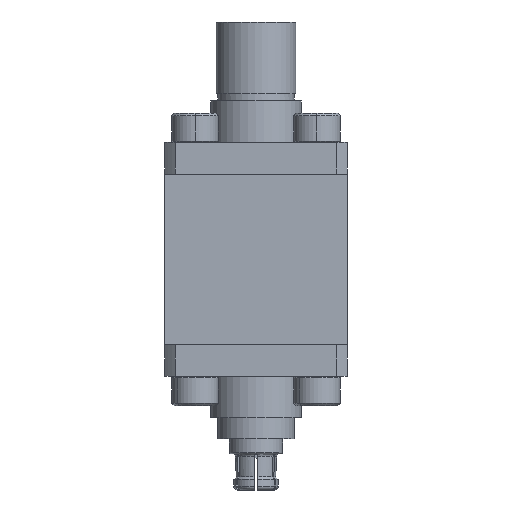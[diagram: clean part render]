
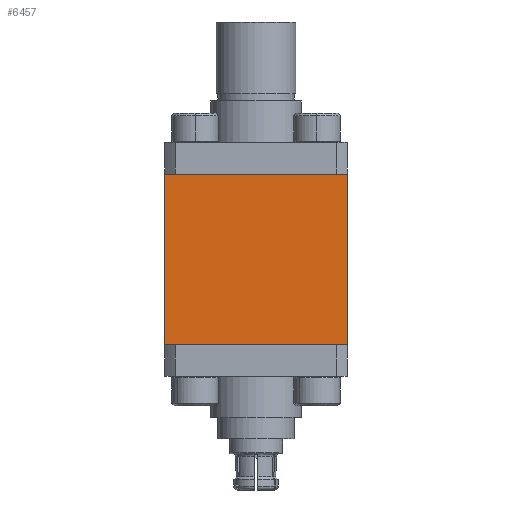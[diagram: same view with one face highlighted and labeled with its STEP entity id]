
A CAD part, left-side view. The second image highlights one B-rep face of the part: STEP entity #6457.
In plain terms, the highlighted planar face has unit normal (-1, 0, 0).
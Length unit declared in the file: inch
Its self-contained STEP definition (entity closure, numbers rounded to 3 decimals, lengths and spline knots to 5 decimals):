
#145 = CARTESIAN_POINT ( 'NONE',  ( 0., 0., 0. ) ) ;
#224 = VECTOR ( 'NONE', #2821, 39.37008 ) ;
#250 = ORIENTED_EDGE ( 'NONE', *, *, #9027, .F. ) ;
#547 = DIRECTION ( 'NONE',  ( 0., -1., 0. ) ) ;
#773 = DIRECTION ( 'NONE',  ( 0., 0., 1. ) ) ;
#1323 = VECTOR ( 'NONE', #9200, 39.37008 ) ;
#1626 = CARTESIAN_POINT ( 'NONE',  ( 0., 0., -0.35 ) ) ;
#1714 = VERTEX_POINT ( 'NONE', #1626 ) ;
#1879 = LINE ( 'NONE', #8779, #224 ) ;
#2547 = PLANE ( 'NONE',  #4892 ) ;
#2821 = DIRECTION ( 'NONE',  ( 0., -1., 0. ) ) ;
#3272 = CARTESIAN_POINT ( 'NONE',  ( 0., 0.375, 0. ) ) ;
#4892 = AXIS2_PLACEMENT_3D ( 'NONE', #9502, #7394, #11432 ) ;
#4961 = EDGE_CURVE ( 'NONE', #7327, #12824, #11424, .T. ) ;
#6390 = CARTESIAN_POINT ( 'NONE',  ( 0., 0.375, -0.35 ) ) ;
#6457 = ADVANCED_FACE ( 'NONE', ( #9444 ), #2547, .T. ) ;
#6482 = EDGE_CURVE ( 'NONE', #7327, #1714, #1879, .T. ) ;
#6511 = CARTESIAN_POINT ( 'NONE',  ( 0., 0., 0. ) ) ;
#7107 = ORIENTED_EDGE ( 'NONE', *, *, #6482, .T. ) ;
#7167 = VERTEX_POINT ( 'NONE', #145 ) ;
#7327 = VERTEX_POINT ( 'NONE', #12575 ) ;
#7394 = DIRECTION ( 'NONE',  ( -1., 0., 0. ) ) ;
#7553 = ORIENTED_EDGE ( 'NONE', *, *, #4961, .F. ) ;
#8158 = ORIENTED_EDGE ( 'NONE', *, *, #11564, .T. ) ;
#8570 = LINE ( 'NONE', #6511, #12653 ) ;
#8779 = CARTESIAN_POINT ( 'NONE',  ( 0., 0., -0.35 ) ) ;
#8937 = CARTESIAN_POINT ( 'NONE',  ( 0., 0., -0.35 ) ) ;
#9027 = EDGE_CURVE ( 'NONE', #12824, #7167, #8570, .T. ) ;
#9200 = DIRECTION ( 'NONE',  ( 0., 0., 1. ) ) ;
#9444 = FACE_OUTER_BOUND ( 'NONE', #11293, .T. ) ;
#9502 = CARTESIAN_POINT ( 'NONE',  ( 0., 0., -0.35 ) ) ;
#10712 = LINE ( 'NONE', #8937, #12682 ) ;
#11293 = EDGE_LOOP ( 'NONE', ( #250, #7553, #7107, #8158 ) ) ;
#11424 = LINE ( 'NONE', #6390, #1323 ) ;
#11432 = DIRECTION ( 'NONE',  ( 0., 0., 1. ) ) ;
#11564 = EDGE_CURVE ( 'NONE', #1714, #7167, #10712, .T. ) ;
#12575 = CARTESIAN_POINT ( 'NONE',  ( 0., 0.375, -0.35 ) ) ;
#12653 = VECTOR ( 'NONE', #547, 39.37008 ) ;
#12682 = VECTOR ( 'NONE', #773, 39.37008 ) ;
#12824 = VERTEX_POINT ( 'NONE', #3272 ) ;
